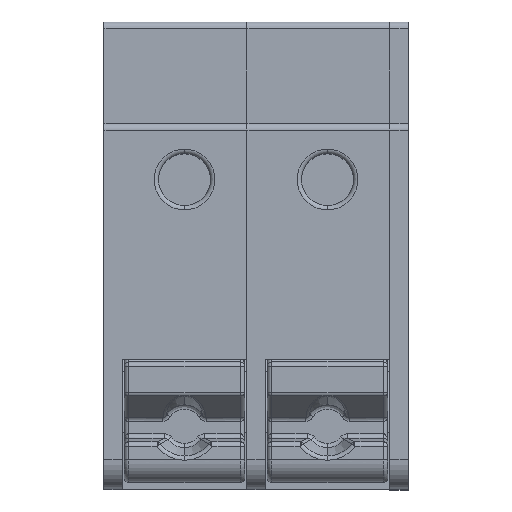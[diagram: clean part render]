
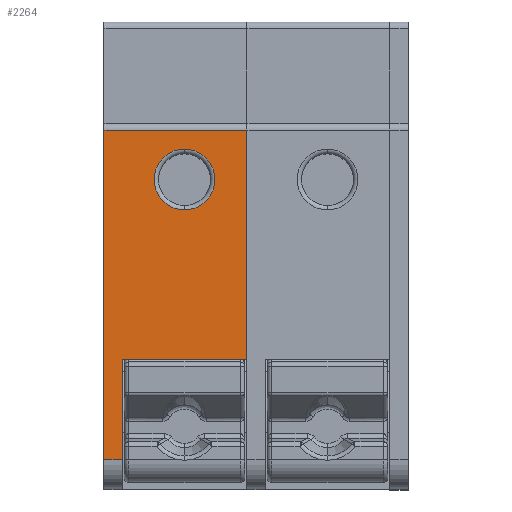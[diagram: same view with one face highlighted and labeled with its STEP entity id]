
A CAD part, top view. The second image highlights one B-rep face of the part: STEP entity #2264.
In plain terms, the highlighted planar face has unit normal (0, 0, 1).
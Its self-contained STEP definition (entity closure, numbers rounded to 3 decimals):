
#2264=ADVANCED_FACE('',(#5739,#5740),#5741,.T.);
#5739=FACE_OUTER_BOUND('',#15732,.T.);
#5740=FACE_BOUND('',#15733,.T.);
#5741=PLANE('',#15734);
#15732=EDGE_LOOP('',(#22288,#22289,#22290,#22291,#22292,#22293));
#15733=EDGE_LOOP('',(#22294,#22295));
#15734=AXIS2_PLACEMENT_3D('',#22296,#22297,#22298);
#22288=ORIENTED_EDGE('',*,*,#35322,.F.);
#22289=ORIENTED_EDGE('',*,*,#35011,.F.);
#22290=ORIENTED_EDGE('',*,*,#35478,.T.);
#22291=ORIENTED_EDGE('',*,*,#35395,.F.);
#22292=ORIENTED_EDGE('',*,*,#35479,.F.);
#22293=ORIENTED_EDGE('',*,*,#35319,.F.);
#22294=ORIENTED_EDGE('',*,*,#35480,.F.);
#22295=ORIENTED_EDGE('',*,*,#35481,.F.);
#22296=CARTESIAN_POINT('',(0.0,14.796,23.4));
#22297=DIRECTION('',(0.,0.,1.0));
#22298=DIRECTION('',(0.,-1.0,0.));
#35011=EDGE_CURVE('',#41016,#41018,#41019,.T.);
#35319=EDGE_CURVE('',#41486,#41488,#41489,.T.);
#35322=EDGE_CURVE('',#41018,#41486,#41492,.T.);
#35395=EDGE_CURVE('',#41608,#41610,#41611,.T.);
#35478=EDGE_CURVE('',#41016,#41610,#41737,.T.);
#35479=EDGE_CURVE('',#41488,#41608,#41738,.T.);
#35480=EDGE_CURVE('',#41739,#41740,#41741,.T.);
#35481=EDGE_CURVE('',#41740,#41739,#41742,.T.);
#41016=VERTEX_POINT('',#53047);
#41018=VERTEX_POINT('',#53049);
#41019=LINE('',#53050,#53051);
#41486=VERTEX_POINT('',#54105);
#41488=VERTEX_POINT('',#54107);
#41489=LINE('',#54108,#54109);
#41492=LINE('',#54112,#54113);
#41608=VERTEX_POINT('',#54250);
#41610=VERTEX_POINT('',#54253);
#41611=LINE('',#54254,#54255);
#41737=LINE('',#54409,#54410);
#41738=LINE('',#54411,#54412);
#41739=VERTEX_POINT('',#54413);
#41740=VERTEX_POINT('',#54414);
#41741=CIRCLE('',#54415,1.35);
#41742=CIRCLE('',#54416,1.35);
#53047=CARTESIAN_POINT('',(0.8,-0.4,23.4));
#53049=CARTESIAN_POINT('',(0.,-0.4,23.4));
#53050=CARTESIAN_POINT('',(0.,-0.4,23.4));
#53051=VECTOR('',#66027,1.0);
#54105=CARTESIAN_POINT('',(0.0,14.25,23.4));
#54107=CARTESIAN_POINT('',(6.35,14.25,23.4));
#54108=CARTESIAN_POINT('',(0.0,14.25,23.4));
#54109=VECTOR('',#66443,1.0);
#54112=CARTESIAN_POINT('',(0.,4.2,23.4));
#54113=VECTOR('',#66447,1.0);
#54250=CARTESIAN_POINT('',(6.35,4.05,23.4));
#54253=CARTESIAN_POINT('',(0.8,4.05,23.4));
#54254=CARTESIAN_POINT('',(0.,4.05,23.4));
#54255=VECTOR('',#66590,1.0);
#54409=CARTESIAN_POINT('',(0.8,4.2,23.4));
#54410=VECTOR('',#66715,1.0);
#54411=CARTESIAN_POINT('',(6.35,4.2,23.4));
#54412=VECTOR('',#66716,1.0);
#54413=CARTESIAN_POINT('',(3.575,10.7,23.4));
#54414=CARTESIAN_POINT('',(3.575,13.4,23.4));
#54415=AXIS2_PLACEMENT_3D('',#66717,#66718,#66719);
#54416=AXIS2_PLACEMENT_3D('',#66720,#66721,#66722);
#66027=DIRECTION('',(-1.0,0.,0.0));
#66443=DIRECTION('',(1.0,0.,0.0));
#66447=DIRECTION('',(0.,1.0,0.));
#66590=DIRECTION('',(-1.0,0.,0.0));
#66715=DIRECTION('',(0.,1.0,0.));
#66716=DIRECTION('',(0.,-1.0,0.));
#66717=CARTESIAN_POINT('',(3.575,12.05,23.4));
#66718=DIRECTION('',(0.,0.,1.0));
#66719=DIRECTION('',(0.,1.0,0.));
#66720=CARTESIAN_POINT('',(3.575,12.05,23.4));
#66721=DIRECTION('',(0.,0.,1.0));
#66722=DIRECTION('',(0.,1.0,0.));
